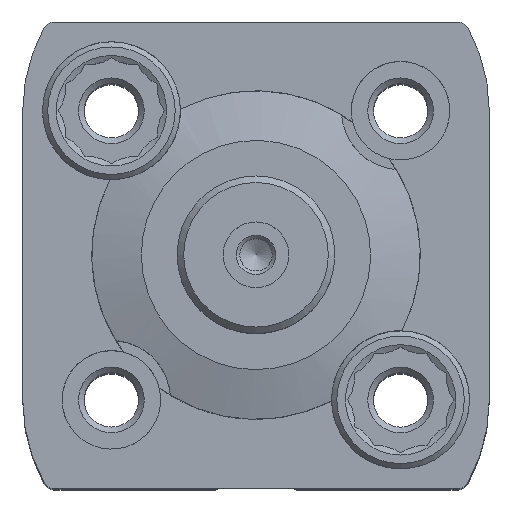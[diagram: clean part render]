
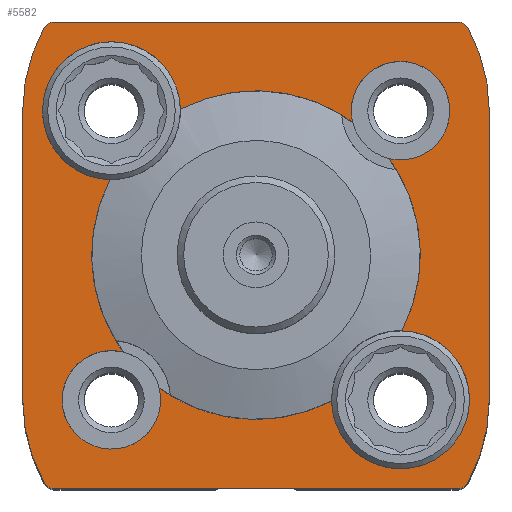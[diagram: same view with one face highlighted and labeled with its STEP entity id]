
A CAD part, top view. The second image highlights one B-rep face of the part: STEP entity #5582.
In plain terms, the highlighted planar face has unit normal (0, 0, 1).
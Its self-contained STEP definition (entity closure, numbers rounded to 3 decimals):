
#32=PLANE('',#6041);
#424=LINE('',#8891,#856);
#425=LINE('',#8897,#857);
#426=LINE('',#8903,#858);
#427=LINE('',#8909,#859);
#856=VECTOR('',#6928,1000.);
#857=VECTOR('',#6933,1000.);
#858=VECTOR('',#6938,1000.);
#859=VECTOR('',#6943,1000.);
#1460=ORIENTED_EDGE('',*,*,#3098,.T.);
#1461=ORIENTED_EDGE('',*,*,#3099,.T.);
#1462=ORIENTED_EDGE('',*,*,#3100,.T.);
#1463=ORIENTED_EDGE('',*,*,#3101,.T.);
#1464=ORIENTED_EDGE('',*,*,#3102,.T.);
#1465=ORIENTED_EDGE('',*,*,#3103,.T.);
#1466=ORIENTED_EDGE('',*,*,#3104,.T.);
#1467=ORIENTED_EDGE('',*,*,#3105,.T.);
#1468=ORIENTED_EDGE('',*,*,#3106,.T.);
#1469=ORIENTED_EDGE('',*,*,#3107,.T.);
#1470=ORIENTED_EDGE('',*,*,#3108,.T.);
#1471=ORIENTED_EDGE('',*,*,#3109,.T.);
#1472=ORIENTED_EDGE('',*,*,#3093,.T.);
#1473=ORIENTED_EDGE('',*,*,#3110,.T.);
#1474=ORIENTED_EDGE('',*,*,#3091,.T.);
#1475=ORIENTED_EDGE('',*,*,#3111,.T.);
#1476=ORIENTED_EDGE('',*,*,#3112,.T.);
#1477=ORIENTED_EDGE('',*,*,#3113,.T.);
#1478=ORIENTED_EDGE('',*,*,#3114,.T.);
#1479=ORIENTED_EDGE('',*,*,#3115,.T.);
#3091=EDGE_CURVE('',#3894,#3898,#4359,.T.);
#3093=EDGE_CURVE('',#3901,#3899,#4360,.T.);
#3098=EDGE_CURVE('',#3905,#3906,#4363,.T.);
#3099=EDGE_CURVE('',#3906,#3907,#424,.T.);
#3100=EDGE_CURVE('',#3907,#3908,#4364,.T.);
#3101=EDGE_CURVE('',#3908,#3909,#4365,.T.);
#3102=EDGE_CURVE('',#3909,#3910,#425,.T.);
#3103=EDGE_CURVE('',#3910,#3911,#4366,.T.);
#3104=EDGE_CURVE('',#3911,#3912,#4367,.T.);
#3105=EDGE_CURVE('',#3912,#3913,#426,.T.);
#3106=EDGE_CURVE('',#3913,#3914,#4368,.T.);
#3107=EDGE_CURVE('',#3914,#3915,#4369,.T.);
#3108=EDGE_CURVE('',#3915,#3916,#427,.T.);
#3109=EDGE_CURVE('',#3916,#3905,#4370,.T.);
#3110=EDGE_CURVE('',#3899,#3894,#4371,.F.);
#3111=EDGE_CURVE('',#3898,#3917,#4372,.F.);
#3112=EDGE_CURVE('',#3917,#3918,#4373,.T.);
#3113=EDGE_CURVE('',#3918,#3919,#4374,.F.);
#3114=EDGE_CURVE('',#3919,#3920,#4375,.T.);
#3115=EDGE_CURVE('',#3920,#3901,#4376,.F.);
#3894=VERTEX_POINT('',#8864);
#3898=VERTEX_POINT('',#8872);
#3899=VERTEX_POINT('',#8876);
#3901=VERTEX_POINT('',#8879);
#3905=VERTEX_POINT('',#8889);
#3906=VERTEX_POINT('',#8890);
#3907=VERTEX_POINT('',#8892);
#3908=VERTEX_POINT('',#8894);
#3909=VERTEX_POINT('',#8896);
#3910=VERTEX_POINT('',#8898);
#3911=VERTEX_POINT('',#8900);
#3912=VERTEX_POINT('',#8902);
#3913=VERTEX_POINT('',#8904);
#3914=VERTEX_POINT('',#8906);
#3915=VERTEX_POINT('',#8908);
#3916=VERTEX_POINT('',#8910);
#3917=VERTEX_POINT('',#8914);
#3918=VERTEX_POINT('',#8916);
#3919=VERTEX_POINT('',#8918);
#3920=VERTEX_POINT('',#8920);
#4359=CIRCLE('',#6036,12.5);
#4360=CIRCLE('',#6038,12.5);
#4363=CIRCLE('',#6042,13.);
#4364=CIRCLE('',#6043,13.);
#4365=CIRCLE('',#6044,0.85);
#4366=CIRCLE('',#6045,0.85);
#4367=CIRCLE('',#6046,13.);
#4368=CIRCLE('',#6047,13.);
#4369=CIRCLE('',#6048,0.85);
#4370=CIRCLE('',#6049,0.85);
#4371=CIRCLE('',#6050,5.25);
#4372=CIRCLE('',#6051,3.75);
#4373=CIRCLE('',#6052,12.5);
#4374=CIRCLE('',#6053,5.25);
#4375=CIRCLE('',#6054,12.5);
#4376=CIRCLE('',#6055,3.75);
#4614=EDGE_LOOP('',(#1460,#1461,#1462,#1463,#1464,#1465,#1466,#1467,#1468,
#1469,#1470,#1471));
#4615=EDGE_LOOP('',(#1472,#1473,#1474,#1475,#1476,#1477,#1478,#1479));
#5030=FACE_BOUND('',#4614,.T.);
#5031=FACE_BOUND('',#4615,.T.);
#5582=ADVANCED_FACE('',(#5030,#5031),#32,.T.);
#6036=AXIS2_PLACEMENT_3D('',#8873,#6911,#6912);
#6038=AXIS2_PLACEMENT_3D('',#8878,#6916,#6917);
#6041=AXIS2_PLACEMENT_3D('',#8887,#6924,#6925);
#6042=AXIS2_PLACEMENT_3D('',#8888,#6926,#6927);
#6043=AXIS2_PLACEMENT_3D('',#8893,#6929,#6930);
#6044=AXIS2_PLACEMENT_3D('',#8895,#6931,#6932);
#6045=AXIS2_PLACEMENT_3D('',#8899,#6934,#6935);
#6046=AXIS2_PLACEMENT_3D('',#8901,#6936,#6937);
#6047=AXIS2_PLACEMENT_3D('',#8905,#6939,#6940);
#6048=AXIS2_PLACEMENT_3D('',#8907,#6941,#6942);
#6049=AXIS2_PLACEMENT_3D('',#8911,#6944,#6945);
#6050=AXIS2_PLACEMENT_3D('',#8912,#6946,#6947);
#6051=AXIS2_PLACEMENT_3D('',#8913,#6948,#6949);
#6052=AXIS2_PLACEMENT_3D('',#8915,#6950,#6951);
#6053=AXIS2_PLACEMENT_3D('',#8917,#6952,#6953);
#6054=AXIS2_PLACEMENT_3D('',#8919,#6954,#6955);
#6055=AXIS2_PLACEMENT_3D('',#8921,#6956,#6957);
#6911=DIRECTION('',(0.,0.,-1.));
#6912=DIRECTION('',(-1.,0.,0.));
#6916=DIRECTION('',(0.,0.,-1.));
#6917=DIRECTION('',(-1.,0.,0.));
#6924=DIRECTION('',(0.,0.,1.));
#6925=DIRECTION('',(1.,0.,0.));
#6926=DIRECTION('',(0.,0.,1.));
#6927=DIRECTION('',(1.,0.,0.));
#6928=DIRECTION('',(0.,-1.,0.));
#6929=DIRECTION('',(0.,0.,1.));
#6930=DIRECTION('',(1.,0.,0.));
#6931=DIRECTION('',(0.,0.,1.));
#6932=DIRECTION('',(1.,0.,0.));
#6933=DIRECTION('',(1.,0.,0.));
#6934=DIRECTION('',(0.,0.,1.));
#6935=DIRECTION('',(1.,0.,0.));
#6936=DIRECTION('',(0.,0.,1.));
#6937=DIRECTION('',(1.,0.,0.));
#6938=DIRECTION('',(0.,1.,0.));
#6939=DIRECTION('',(0.,0.,1.));
#6940=DIRECTION('',(1.,0.,0.));
#6941=DIRECTION('',(0.,0.,1.));
#6942=DIRECTION('',(1.,0.,0.));
#6943=DIRECTION('',(-1.,0.,0.));
#6944=DIRECTION('',(0.,0.,1.));
#6945=DIRECTION('',(1.,0.,0.));
#6946=DIRECTION('',(0.,0.,1.));
#6947=DIRECTION('',(1.,0.,0.));
#6948=DIRECTION('',(0.,0.,1.));
#6949=DIRECTION('',(1.,0.,0.));
#6950=DIRECTION('',(0.,0.,-1.));
#6951=DIRECTION('',(-1.,0.,0.));
#6952=DIRECTION('',(0.,0.,1.));
#6953=DIRECTION('',(1.,0.,0.));
#6954=DIRECTION('',(0.,0.,-1.));
#6955=DIRECTION('',(-1.,0.,0.));
#6956=DIRECTION('',(0.,0.,1.));
#6957=DIRECTION('',(1.,0.,0.));
#8864=CARTESIAN_POINT('',(5.751,-11.099,0.));
#8872=CARTESIAN_POINT('',(-7.358,-10.105,0.));
#8873=CARTESIAN_POINT('',(0.,0.,0.));
#8876=CARTESIAN_POINT('',(11.099,-5.751,0.));
#8878=CARTESIAN_POINT('',(0.,0.,0.));
#8879=CARTESIAN_POINT('',(10.105,7.358,0.));
#8887=CARTESIAN_POINT('',(-4.75,11.,0.));
#8888=CARTESIAN_POINT('',(-4.75,11.,0.));
#8889=CARTESIAN_POINT('',(-16.114,17.313,0.));
#8890=CARTESIAN_POINT('',(-17.75,11.,0.));
#8891=CARTESIAN_POINT('',(-17.75,11.,0.));
#8892=CARTESIAN_POINT('',(-17.75,-11.,0.));
#8893=CARTESIAN_POINT('',(-4.75,-11.,0.));
#8894=CARTESIAN_POINT('',(-16.114,-17.313,0.));
#8895=CARTESIAN_POINT('',(-15.371,-16.9,0.));
#8896=CARTESIAN_POINT('',(-15.371,-17.75,0.));
#8897=CARTESIAN_POINT('',(-15.371,-17.75,0.));
#8898=CARTESIAN_POINT('',(15.371,-17.75,0.));
#8899=CARTESIAN_POINT('',(15.371,-16.9,0.));
#8900=CARTESIAN_POINT('',(16.114,-17.313,0.));
#8901=CARTESIAN_POINT('',(4.75,-11.,0.));
#8902=CARTESIAN_POINT('',(17.75,-11.,0.));
#8903=CARTESIAN_POINT('',(17.75,-11.,0.));
#8904=CARTESIAN_POINT('',(17.75,11.,0.));
#8905=CARTESIAN_POINT('',(4.75,11.,0.));
#8906=CARTESIAN_POINT('',(16.114,17.313,0.));
#8907=CARTESIAN_POINT('',(15.371,16.9,0.));
#8908=CARTESIAN_POINT('',(15.371,17.75,0.));
#8909=CARTESIAN_POINT('',(15.371,17.75,0.));
#8910=CARTESIAN_POINT('',(-15.371,17.75,0.));
#8911=CARTESIAN_POINT('',(-15.371,16.9,0.));
#8912=CARTESIAN_POINT('',(11.,-11.,0.));
#8913=CARTESIAN_POINT('',(-11.,-11.,0.));
#8914=CARTESIAN_POINT('',(-10.105,-7.358,0.));
#8915=CARTESIAN_POINT('',(0.,0.,0.));
#8916=CARTESIAN_POINT('',(-11.099,5.751,0.));
#8917=CARTESIAN_POINT('',(-11.,11.,0.));
#8918=CARTESIAN_POINT('',(-5.751,11.099,0.));
#8919=CARTESIAN_POINT('',(0.,0.,0.));
#8920=CARTESIAN_POINT('',(7.358,10.105,0.));
#8921=CARTESIAN_POINT('',(11.,11.,0.));
